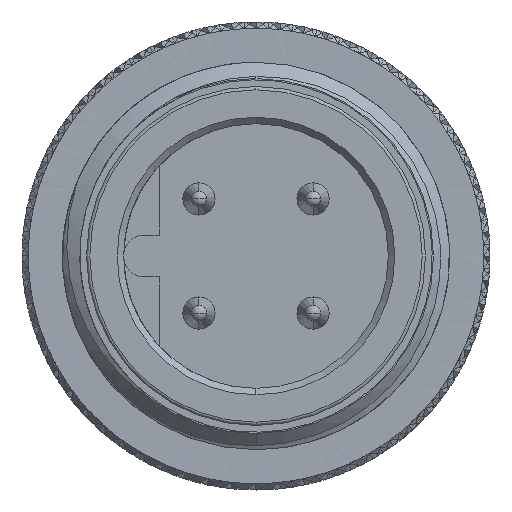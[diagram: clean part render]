
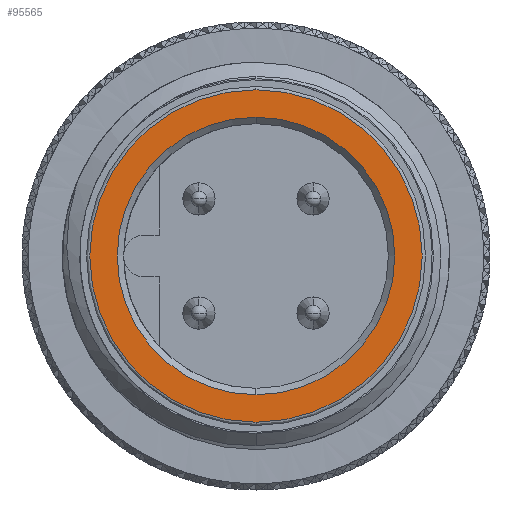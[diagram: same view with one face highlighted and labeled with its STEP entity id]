
A CAD part, left-side view. The second image highlights one B-rep face of the part: STEP entity #95565.
In plain terms, the highlighted planar face has unit normal (-1, 0, 0).
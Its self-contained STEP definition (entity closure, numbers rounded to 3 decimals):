
#2257 = ORIENTED_EDGE ( 'NONE', *, *, #4856, .T. ) ;
#4856 = EDGE_CURVE ( 'NONE', #59465, #133432, #21421, .T. ) ;
#17816 = CARTESIAN_POINT ( 'NONE',  ( -9., 0., -4.3 ) ) ;
#19082 = EDGE_CURVE ( 'NONE', #120598, #137782, #142090, .T. ) ;
#21147 = FACE_OUTER_BOUND ( 'NONE', #54644, .T. ) ;
#21421 = CIRCLE ( 'NONE', #32995, 4.3 ) ;
#32995 = AXIS2_PLACEMENT_3D ( 'NONE', #86788, #130704, #66609 ) ;
#37145 = CARTESIAN_POINT ( 'NONE',  ( -9., 0., 4.3 ) ) ;
#37922 = DIRECTION ( 'NONE',  ( 0., 0., -1. ) ) ;
#39000 = CIRCLE ( 'NONE', #121915, 4.3 ) ;
#41000 = CARTESIAN_POINT ( 'NONE',  ( -9., 0., 0. ) ) ;
#42105 = DIRECTION ( 'NONE',  ( 1., 0., 0. ) ) ;
#43602 = CARTESIAN_POINT ( 'NONE',  ( -9., 0., 0. ) ) ;
#50866 = DIRECTION ( 'NONE',  ( -1., 0., 0. ) ) ;
#54644 = EDGE_LOOP ( 'NONE', ( #125330, #69527 ) ) ;
#56899 = ORIENTED_EDGE ( 'NONE', *, *, #91718, .T. ) ;
#58044 = CARTESIAN_POINT ( 'NONE',  ( -9., 0., -5.15 ) ) ;
#59465 = VERTEX_POINT ( 'NONE', #37145 ) ;
#60991 = CARTESIAN_POINT ( 'NONE',  ( -9., 0., 0. ) ) ;
#62667 = CARTESIAN_POINT ( 'NONE',  ( -9., 0., 5.15 ) ) ;
#66609 = DIRECTION ( 'NONE',  ( 0., 0., -1. ) ) ;
#69527 = ORIENTED_EDGE ( 'NONE', *, *, #131217, .T. ) ;
#78198 = DIRECTION ( 'NONE',  ( -1., 0., 0. ) ) ;
#80052 = AXIS2_PLACEMENT_3D ( 'NONE', #60991, #50866, #37922 ) ;
#84975 = DIRECTION ( 'NONE',  ( 0., 0., -1. ) ) ;
#85357 = FACE_BOUND ( 'NONE', #92585, .T. ) ;
#85430 = AXIS2_PLACEMENT_3D ( 'NONE', #130660, #42105, #122558 ) ;
#86788 = CARTESIAN_POINT ( 'NONE',  ( -9., 0., 0. ) ) ;
#91718 = EDGE_CURVE ( 'NONE', #133432, #59465, #39000, .T. ) ;
#92585 = EDGE_LOOP ( 'NONE', ( #2257, #56899 ) ) ;
#95565 = ADVANCED_FACE ( 'NONE', ( #85357, #21147 ), #96838, .F. ) ;
#96028 = AXIS2_PLACEMENT_3D ( 'NONE', #43602, #78198, #122115 ) ;
#96838 = PLANE ( 'NONE',  #85430 ) ;
#118103 = DIRECTION ( 'NONE',  ( 1., 0., 0. ) ) ;
#120598 = VERTEX_POINT ( 'NONE', #58044 ) ;
#121915 = AXIS2_PLACEMENT_3D ( 'NONE', #41000, #118103, #84975 ) ;
#122115 = DIRECTION ( 'NONE',  ( 0., 0., -1. ) ) ;
#122558 = DIRECTION ( 'NONE',  ( 0., 0., -1. ) ) ;
#125330 = ORIENTED_EDGE ( 'NONE', *, *, #19082, .T. ) ;
#125948 = CIRCLE ( 'NONE', #96028, 5.15 ) ;
#130660 = CARTESIAN_POINT ( 'NONE',  ( -9., 4.1, 0. ) ) ;
#130704 = DIRECTION ( 'NONE',  ( 1., 0., 0. ) ) ;
#131217 = EDGE_CURVE ( 'NONE', #137782, #120598, #125948, .T. ) ;
#133432 = VERTEX_POINT ( 'NONE', #17816 ) ;
#137782 = VERTEX_POINT ( 'NONE', #62667 ) ;
#142090 = CIRCLE ( 'NONE', #80052, 5.15 ) ;
